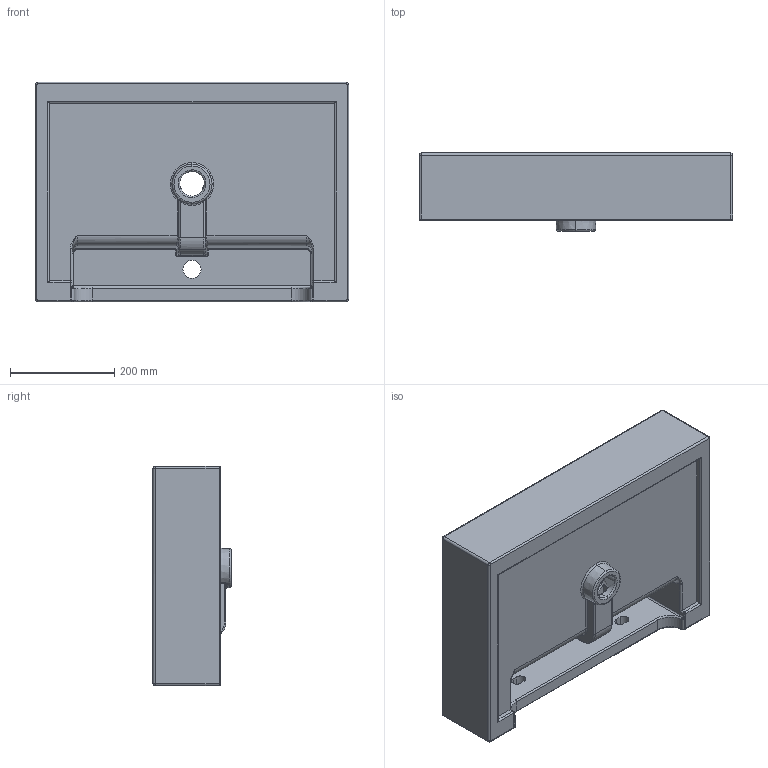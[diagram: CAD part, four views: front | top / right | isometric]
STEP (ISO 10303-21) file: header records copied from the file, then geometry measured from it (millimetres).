
FILE_DESCRIPTION (( 'STEP AP214' ), '1' );
FILE_NAME ('39002_STEP_V10421.STEP', '2021-04-09T15:15:02', ( '' ), ( '' ), 'SwSTEP 2.0', 'SolidWorks 2019', '' );
FILE_SCHEMA (( 'AUTOMOTIVE_DESIGN' ));
Length unit declared in the file: millimetre
Products named in the file (1): 39002_STEP_V10421
Bounding box: 600 x 150 x 420 mm (x, y, z)
Volume: 11833768.5 mm3; surface area: 1031577.3 mm2
Topology: 2 solids, 2 shells, 216 faces, 512 edges, 288 vertices
Faces by surface type: cylinder 81, bspline 47, plane 42, torus 30, sphere 14, cone 2
Entity records: 9485 total; most frequent: CARTESIAN_POINT 4892, ORIENTED_EDGE 996, DIRECTION 917, EDGE_CURVE 498, AXIS2_PLACEMENT_3D 370, VERTEX_POINT 288, EDGE_LOOP 230, FACE_OUTER_BOUND 216
